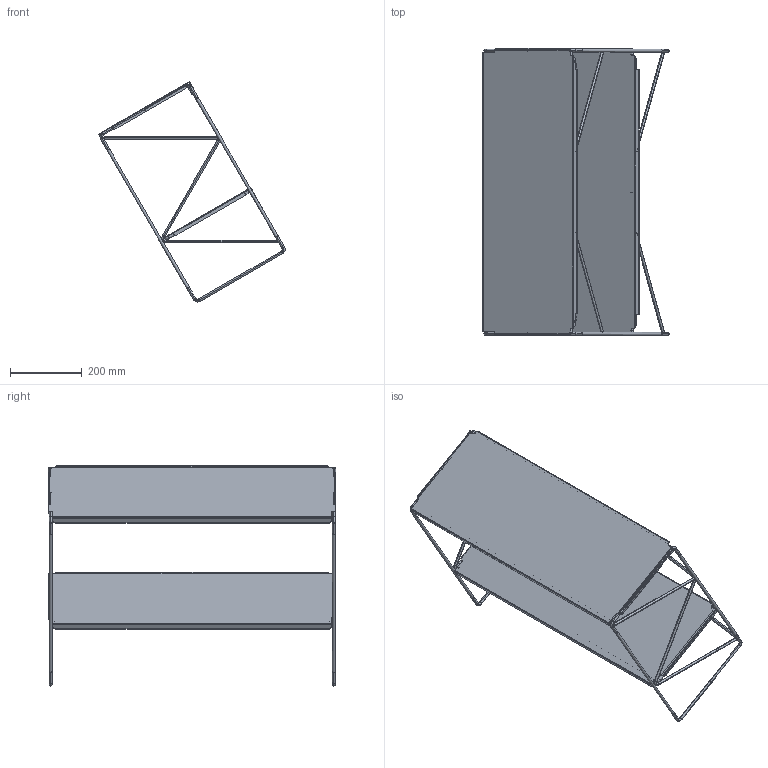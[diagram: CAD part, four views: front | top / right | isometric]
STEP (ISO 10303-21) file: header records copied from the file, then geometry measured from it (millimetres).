
FILE_DESCRIPTION (( 'STEP AP214' ), '1' );
FILE_NAME ('1215.STEP', '2024-04-15T05:58:21', ( '' ), ( '' ), 'SwSTEP 2.0', 'SolidWorks 2023', '' );
FILE_SCHEMA (( 'AUTOMOTIVE_DESIGN' ));
Length unit declared in the file: millimetre
Products named in the file (13): 08121015; 08121011; 08121522; Tyč 445; 08121520; 08121017; 1215; 08121014; 08219931; 08121041-B
Assembly tree (25 placements, depth 3):
  1215
    08121520
      08121017  x2
      Tyč 445  x2
      08121014
      08121015
    08219931
    08121520
      08121017  x2
      Tyč 445  x2
      08121014
      08121015
    08121522  x2
    08121015  x4
    08121041-B  x2
    08121011  x2
Bounding box: 520.34 x 802 x 614.59 mm (x, y, z)
Volume: 1064387.4 mm3; surface area: 1369909.6 mm2
Topology: 27 solids, 27 shells, 469 faces, 1021 edges, 594 vertices
Faces by surface type: plane 220, cylinder 185, torus 44, bspline 20
Full cylindrical faces by diameter (mm): 5.3 x4, 6.5 x2, 8 x11
Entity records: 7306 total; most frequent: CARTESIAN_POINT 1852, DIRECTION 1109, ORIENTED_EDGE 982, EDGE_CURVE 491, AXIS2_PLACEMENT_3D 411, VERTEX_POINT 290, LINE 287, VECTOR 287
